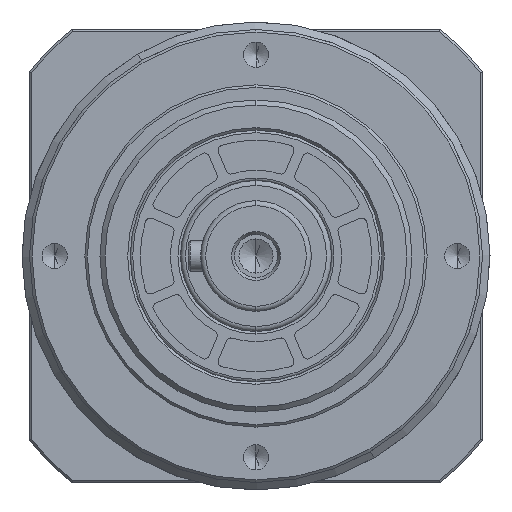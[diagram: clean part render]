
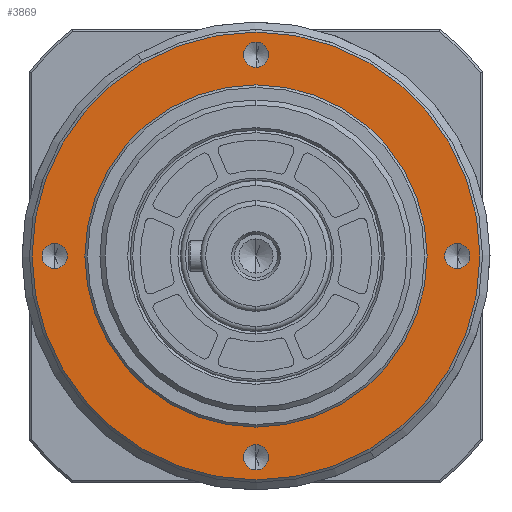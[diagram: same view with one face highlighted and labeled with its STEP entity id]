
A CAD part, left-side view. The second image highlights one B-rep face of the part: STEP entity #3869.
In plain terms, the highlighted face is planar.
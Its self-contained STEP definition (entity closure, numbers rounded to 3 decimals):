
#142 = PLANE ( 'NONE',  #11704 ) ;
#254 = CARTESIAN_POINT ( 'NONE',  ( 18., 0., 0. ) ) ;
#298 = DIRECTION ( 'NONE',  ( 1., 0., 0. ) ) ;
#310 = CARTESIAN_POINT ( 'NONE',  ( 18., 0., 42.5 ) ) ;
#746 = EDGE_CURVE ( 'NONE', #17133, #1758, #13303, .T. ) ;
#964 = AXIS2_PLACEMENT_3D ( 'NONE', #6111, #15862, #7498 ) ;
#983 = CARTESIAN_POINT ( 'NONE',  ( 18., 40., 0. ) ) ;
#1516 = EDGE_CURVE ( 'NONE', #4105, #14424, #6962, .T. ) ;
#1653 = DIRECTION ( 'NONE',  ( 0., 0., 1. ) ) ;
#1758 = VERTEX_POINT ( 'NONE', #15319 ) ;
#1892 = EDGE_CURVE ( 'NONE', #14923, #13004, #6309, .T. ) ;
#2119 = AXIS2_PLACEMENT_3D ( 'NONE', #6923, #16679, #8312 ) ;
#2267 = DIRECTION ( 'NONE',  ( 1., 0., 0. ) ) ;
#2390 = DIRECTION ( 'NONE',  ( 0., 0., -1. ) ) ;
#2604 = EDGE_CURVE ( 'NONE', #6022, #10158, #14979, .T. ) ;
#2723 = AXIS2_PLACEMENT_3D ( 'NONE', #983, #10731, #2390 ) ;
#3007 = AXIS2_PLACEMENT_3D ( 'NONE', #13003, #4664, #14403 ) ;
#3409 = ORIENTED_EDGE ( 'NONE', *, *, #11706, .T. ) ;
#3458 = AXIS2_PLACEMENT_3D ( 'NONE', #15119, #6765, #16529 ) ;
#3510 = DIRECTION ( 'NONE',  ( 1., 0., 0. ) ) ;
#3606 = FACE_OUTER_BOUND ( 'NONE', #14575, .T. ) ;
#3779 = EDGE_CURVE ( 'NONE', #8225, #5581, #13183, .T. ) ;
#3869 = ADVANCED_FACE ( 'NONE', ( #5361, #14265, #7286, #17990, #3606, #10555 ), #142, .F. ) ;
#3974 = ORIENTED_EDGE ( 'NONE', *, *, #746, .F. ) ;
#4105 = VERTEX_POINT ( 'NONE', #17387 ) ;
#4155 = DIRECTION ( 'NONE',  ( 1., 0., 0. ) ) ;
#4294 = DIRECTION ( 'NONE',  ( -1., 0., 0. ) ) ;
#4652 = CIRCLE ( 'NONE', #5212, 34. ) ;
#4664 = DIRECTION ( 'NONE',  ( 1., 0., 0. ) ) ;
#4917 = ORIENTED_EDGE ( 'NONE', *, *, #6365, .F. ) ;
#4991 = AXIS2_PLACEMENT_3D ( 'NONE', #12495, #4155, #13893 ) ;
#5088 = ORIENTED_EDGE ( 'NONE', *, *, #10184, .F. ) ;
#5171 = VERTEX_POINT ( 'NONE', #12941 ) ;
#5212 = AXIS2_PLACEMENT_3D ( 'NONE', #8137, #17887, #9535 ) ;
#5361 = FACE_BOUND ( 'NONE', #14765, .T. ) ;
#5581 = VERTEX_POINT ( 'NONE', #15322 ) ;
#6007 = EDGE_LOOP ( 'NONE', ( #5088, #3974 ) ) ;
#6022 = VERTEX_POINT ( 'NONE', #9460 ) ;
#6036 = EDGE_CURVE ( 'NONE', #5171, #9909, #4652, .T. ) ;
#6111 = CARTESIAN_POINT ( 'NONE',  ( 18., 0., -40. ) ) ;
#6277 = ORIENTED_EDGE ( 'NONE', *, *, #17570, .T. ) ;
#6309 = CIRCLE ( 'NONE', #964, 2.5 ) ;
#6365 = EDGE_CURVE ( 'NONE', #13004, #14923, #7171, .T. ) ;
#6440 = CARTESIAN_POINT ( 'NONE',  ( 18., 0., 0. ) ) ;
#6667 = ORIENTED_EDGE ( 'NONE', *, *, #1892, .F. ) ;
#6765 = DIRECTION ( 'NONE',  ( 1., 0., 0. ) ) ;
#6923 = CARTESIAN_POINT ( 'NONE',  ( 18., 0., 40. ) ) ;
#6962 = CIRCLE ( 'NONE', #7258, 44.5 ) ;
#7171 = CIRCLE ( 'NONE', #10449, 2.5 ) ;
#7258 = AXIS2_PLACEMENT_3D ( 'NONE', #10616, #2267, #12019 ) ;
#7286 = FACE_BOUND ( 'NONE', #14006, .T. ) ;
#7498 = DIRECTION ( 'NONE',  ( 0., 0., -1. ) ) ;
#7835 = DIRECTION ( 'NONE',  ( 0., 0., 1. ) ) ;
#8137 = CARTESIAN_POINT ( 'NONE',  ( 18., 0., 0. ) ) ;
#8225 = VERTEX_POINT ( 'NONE', #310 ) ;
#8312 = DIRECTION ( 'NONE',  ( 0., 0., -1. ) ) ;
#8628 = CARTESIAN_POINT ( 'NONE',  ( 18., -40., 0. ) ) ;
#8819 = CIRCLE ( 'NONE', #3458, 2.5 ) ;
#8869 = EDGE_CURVE ( 'NONE', #10158, #6022, #8819, .T. ) ;
#9460 = CARTESIAN_POINT ( 'NONE',  ( 18., -40., 2.5 ) ) ;
#9535 = DIRECTION ( 'NONE',  ( 0., 0., 1. ) ) ;
#9890 = CARTESIAN_POINT ( 'NONE',  ( 18., 45., 0. ) ) ;
#9909 = VERTEX_POINT ( 'NONE', #15996 ) ;
#9995 = DIRECTION ( 'NONE',  ( 1., 0., 0. ) ) ;
#10030 = DIRECTION ( 'NONE',  ( 0., 0., -1. ) ) ;
#10158 = VERTEX_POINT ( 'NONE', #11027 ) ;
#10184 = EDGE_CURVE ( 'NONE', #1758, #17133, #17182, .T. ) ;
#10449 = AXIS2_PLACEMENT_3D ( 'NONE', #11582, #3510, #13240 ) ;
#10555 = FACE_BOUND ( 'NONE', #13553, .T. ) ;
#10616 = CARTESIAN_POINT ( 'NONE',  ( 18., 0., 0. ) ) ;
#10645 = ORIENTED_EDGE ( 'NONE', *, *, #6036, .T. ) ;
#10731 = DIRECTION ( 'NONE',  ( 1., 0., 0. ) ) ;
#11012 = CIRCLE ( 'NONE', #15397, 34. ) ;
#11027 = CARTESIAN_POINT ( 'NONE',  ( 18., -40., -2.5 ) ) ;
#11056 = EDGE_CURVE ( 'NONE', #5581, #8225, #11902, .T. ) ;
#11286 = DIRECTION ( 'NONE',  ( 0., 0., 1. ) ) ;
#11535 = CARTESIAN_POINT ( 'NONE',  ( 18., 40., 2.5 ) ) ;
#11582 = CARTESIAN_POINT ( 'NONE',  ( 18., 0., -40. ) ) ;
#11704 = AXIS2_PLACEMENT_3D ( 'NONE', #9890, #4294, #11286 ) ;
#11706 = EDGE_CURVE ( 'NONE', #9909, #5171, #11012, .T. ) ;
#11902 = CIRCLE ( 'NONE', #3007, 2.5 ) ;
#11922 = ORIENTED_EDGE ( 'NONE', *, *, #11056, .F. ) ;
#12019 = DIRECTION ( 'NONE',  ( 0., 0., 1. ) ) ;
#12297 = ORIENTED_EDGE ( 'NONE', *, *, #2604, .F. ) ;
#12492 = EDGE_LOOP ( 'NONE', ( #16389, #12297 ) ) ;
#12495 = CARTESIAN_POINT ( 'NONE',  ( 18., 40., 0. ) ) ;
#12675 = CARTESIAN_POINT ( 'NONE',  ( 18., 0., -37.5 ) ) ;
#12941 = CARTESIAN_POINT ( 'NONE',  ( 18., 0., -34. ) ) ;
#13003 = CARTESIAN_POINT ( 'NONE',  ( 18., 0., 40. ) ) ;
#13004 = VERTEX_POINT ( 'NONE', #12675 ) ;
#13068 = AXIS2_PLACEMENT_3D ( 'NONE', #254, #9995, #1653 ) ;
#13183 = CIRCLE ( 'NONE', #2119, 2.5 ) ;
#13240 = DIRECTION ( 'NONE',  ( 0., 0., -1. ) ) ;
#13303 = CIRCLE ( 'NONE', #2723, 2.5 ) ;
#13553 = EDGE_LOOP ( 'NONE', ( #3409, #10645 ) ) ;
#13795 = CIRCLE ( 'NONE', #13068, 44.5 ) ;
#13893 = DIRECTION ( 'NONE',  ( 0., 0., -1. ) ) ;
#14006 = EDGE_LOOP ( 'NONE', ( #6667, #4917 ) ) ;
#14265 = FACE_BOUND ( 'NONE', #12492, .T. ) ;
#14403 = DIRECTION ( 'NONE',  ( 0., 0., -1. ) ) ;
#14424 = VERTEX_POINT ( 'NONE', #16806 ) ;
#14575 = EDGE_LOOP ( 'NONE', ( #6277, #14891 ) ) ;
#14765 = EDGE_LOOP ( 'NONE', ( #11922, #16182 ) ) ;
#14891 = ORIENTED_EDGE ( 'NONE', *, *, #1516, .T. ) ;
#14923 = VERTEX_POINT ( 'NONE', #15379 ) ;
#14979 = CIRCLE ( 'NONE', #17101, 2.5 ) ;
#15119 = CARTESIAN_POINT ( 'NONE',  ( 18., -40., 0. ) ) ;
#15319 = CARTESIAN_POINT ( 'NONE',  ( 18., 40., -2.5 ) ) ;
#15322 = CARTESIAN_POINT ( 'NONE',  ( 18., 0., 37.5 ) ) ;
#15379 = CARTESIAN_POINT ( 'NONE',  ( 18., 0., -42.5 ) ) ;
#15397 = AXIS2_PLACEMENT_3D ( 'NONE', #6440, #16196, #7835 ) ;
#15862 = DIRECTION ( 'NONE',  ( 1., 0., 0. ) ) ;
#15996 = CARTESIAN_POINT ( 'NONE',  ( 18., 0., 34. ) ) ;
#16182 = ORIENTED_EDGE ( 'NONE', *, *, #3779, .F. ) ;
#16196 = DIRECTION ( 'NONE',  ( -1., 0., 0. ) ) ;
#16389 = ORIENTED_EDGE ( 'NONE', *, *, #8869, .F. ) ;
#16529 = DIRECTION ( 'NONE',  ( 0., 0., -1. ) ) ;
#16679 = DIRECTION ( 'NONE',  ( 1., 0., 0. ) ) ;
#16806 = CARTESIAN_POINT ( 'NONE',  ( 18., 0., 44.5 ) ) ;
#17101 = AXIS2_PLACEMENT_3D ( 'NONE', #8628, #298, #10030 ) ;
#17133 = VERTEX_POINT ( 'NONE', #11535 ) ;
#17182 = CIRCLE ( 'NONE', #4991, 2.5 ) ;
#17387 = CARTESIAN_POINT ( 'NONE',  ( 18., 0., -44.5 ) ) ;
#17570 = EDGE_CURVE ( 'NONE', #14424, #4105, #13795, .T. ) ;
#17887 = DIRECTION ( 'NONE',  ( -1., 0., 0. ) ) ;
#17990 = FACE_BOUND ( 'NONE', #6007, .T. ) ;
